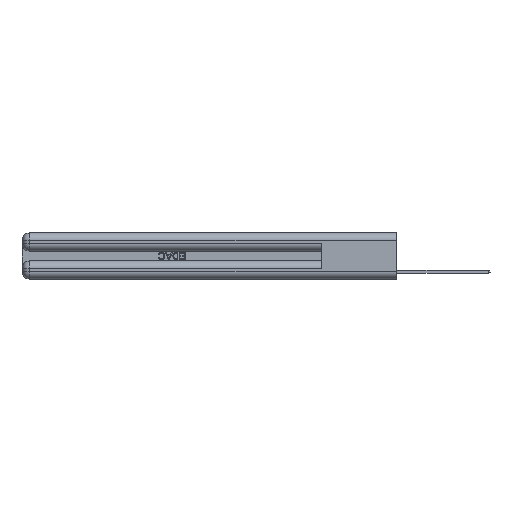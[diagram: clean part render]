
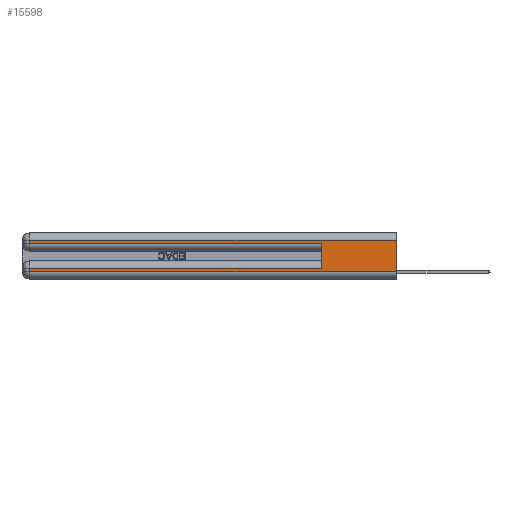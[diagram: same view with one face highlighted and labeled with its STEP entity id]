
A CAD part, left-side view. The second image highlights one B-rep face of the part: STEP entity #15598.
In plain terms, the highlighted planar face has unit normal (-1, 0, 0).
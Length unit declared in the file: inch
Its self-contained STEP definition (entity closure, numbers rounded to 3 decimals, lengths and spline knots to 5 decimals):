
#324 = DIRECTION ( 'NONE',  ( 0., -1., 0. ) ) ;
#731 = CARTESIAN_POINT ( 'NONE',  ( 0., 2.94, 0.06 ) ) ;
#1137 = ORIENTED_EDGE ( 'NONE', *, *, #18904, .T. ) ;
#1540 = ORIENTED_EDGE ( 'NONE', *, *, #19839, .T. ) ;
#2131 = CARTESIAN_POINT ( 'NONE',  ( 0., 0., 0.285 ) ) ;
#2462 = PLANE ( 'NONE',  #30620 ) ;
#2767 = FACE_OUTER_BOUND ( 'NONE', #17189, .T. ) ;
#3177 = VERTEX_POINT ( 'NONE', #22203 ) ;
#3298 = LINE ( 'NONE', #12254, #20730 ) ;
#4832 = DIRECTION ( 'NONE',  ( 0., 0., -1. ) ) ;
#5184 = DIRECTION ( 'NONE',  ( 1., 0., 0. ) ) ;
#5238 = CARTESIAN_POINT ( 'NONE',  ( 0., 2.94, 0.085 ) ) ;
#6308 = DIRECTION ( 'NONE',  ( 0., 1., 0. ) ) ;
#6539 = EDGE_CURVE ( 'NONE', #15991, #13109, #27422, .T. ) ;
#6866 = VERTEX_POINT ( 'NONE', #24382 ) ;
#7897 = EDGE_CURVE ( 'NONE', #18842, #29629, #10805, .T. ) ;
#8089 = CARTESIAN_POINT ( 'NONE',  ( 0., 0., 0.37 ) ) ;
#8525 = CARTESIAN_POINT ( 'NONE',  ( 0., 0., 0.31 ) ) ;
#8688 = VERTEX_POINT ( 'NONE', #33853 ) ;
#9881 = EDGE_CURVE ( 'NONE', #6866, #8688, #30910, .T. ) ;
#10516 = ORIENTED_EDGE ( 'NONE', *, *, #6539, .F. ) ;
#10805 = LINE ( 'NONE', #15878, #33902 ) ;
#11635 = VECTOR ( 'NONE', #324, 39.37008 ) ;
#12254 = CARTESIAN_POINT ( 'NONE',  ( 0., 0.6, 0.145 ) ) ;
#12369 = DIRECTION ( 'NONE',  ( 0., 0., 1. ) ) ;
#12869 = DIRECTION ( 'NONE',  ( 0., -1., 0. ) ) ;
#12927 = ORIENTED_EDGE ( 'NONE', *, *, #15005, .T. ) ;
#13109 = VERTEX_POINT ( 'NONE', #16219 ) ;
#13536 = VECTOR ( 'NONE', #29693, 39.37008 ) ;
#13742 = CARTESIAN_POINT ( 'NONE',  ( 0., 0.6, 0.085 ) ) ;
#14940 = CARTESIAN_POINT ( 'NONE',  ( 0., 0., 0.31 ) ) ;
#14962 = LINE ( 'NONE', #18862, #11635 ) ;
#15005 = EDGE_CURVE ( 'NONE', #8688, #3177, #27236, .T. ) ;
#15598 = ADVANCED_FACE ( 'NONE', ( #2767 ), #2462, .F. ) ;
#15878 = CARTESIAN_POINT ( 'NONE',  ( 0., 2.94, 0.37 ) ) ;
#15991 = VERTEX_POINT ( 'NONE', #14940 ) ;
#16219 = CARTESIAN_POINT ( 'NONE',  ( 0., 0., 0.06 ) ) ;
#17120 = VERTEX_POINT ( 'NONE', #13742 ) ;
#17189 = EDGE_LOOP ( 'NONE', ( #10516, #1540, #30028, #12927, #29969, #33462, #23498, #1137 ) ) ;
#17540 = VECTOR ( 'NONE', #18812, 39.37008 ) ;
#18812 = DIRECTION ( 'NONE',  ( 0., 0., -1. ) ) ;
#18842 = VERTEX_POINT ( 'NONE', #5238 ) ;
#18862 = CARTESIAN_POINT ( 'NONE',  ( 0., 0., 0.06 ) ) ;
#18904 = EDGE_CURVE ( 'NONE', #29629, #13109, #14962, .T. ) ;
#19384 = VECTOR ( 'NONE', #6308, 39.37008 ) ;
#19814 = LINE ( 'NONE', #32987, #19384 ) ;
#19839 = EDGE_CURVE ( 'NONE', #15991, #6866, #32189, .T. ) ;
#20730 = VECTOR ( 'NONE', #12369, 39.37008 ) ;
#21025 = VECTOR ( 'NONE', #12869, 39.37008 ) ;
#22203 = CARTESIAN_POINT ( 'NONE',  ( 0., 0.6, 0.285 ) ) ;
#23498 = ORIENTED_EDGE ( 'NONE', *, *, #7897, .T. ) ;
#24382 = CARTESIAN_POINT ( 'NONE',  ( 0., 2.94, 0.31 ) ) ;
#27072 = CARTESIAN_POINT ( 'NONE',  ( 0., 2.94, 0.37 ) ) ;
#27236 = LINE ( 'NONE', #2131, #21025 ) ;
#27422 = LINE ( 'NONE', #8089, #17540 ) ;
#27874 = EDGE_CURVE ( 'NONE', #17120, #3177, #3298, .T. ) ;
#28105 = VECTOR ( 'NONE', #33100, 39.37008 ) ;
#28802 = EDGE_CURVE ( 'NONE', #17120, #18842, #19814, .T. ) ;
#29629 = VERTEX_POINT ( 'NONE', #731 ) ;
#29693 = DIRECTION ( 'NONE',  ( 0., 0., -1. ) ) ;
#29969 = ORIENTED_EDGE ( 'NONE', *, *, #27874, .F. ) ;
#30028 = ORIENTED_EDGE ( 'NONE', *, *, #9881, .T. ) ;
#30620 = AXIS2_PLACEMENT_3D ( 'NONE', #33949, #5184, #34067 ) ;
#30910 = LINE ( 'NONE', #27072, #13536 ) ;
#32189 = LINE ( 'NONE', #8525, #28105 ) ;
#32987 = CARTESIAN_POINT ( 'NONE',  ( 0., 0., 0.085 ) ) ;
#33100 = DIRECTION ( 'NONE',  ( 0., 1., 0. ) ) ;
#33462 = ORIENTED_EDGE ( 'NONE', *, *, #28802, .T. ) ;
#33853 = CARTESIAN_POINT ( 'NONE',  ( 0., 2.94, 0.285 ) ) ;
#33902 = VECTOR ( 'NONE', #4832, 39.37008 ) ;
#33949 = CARTESIAN_POINT ( 'NONE',  ( 0., 0., 0.37 ) ) ;
#34067 = DIRECTION ( 'NONE',  ( 0., 0., -1. ) ) ;
